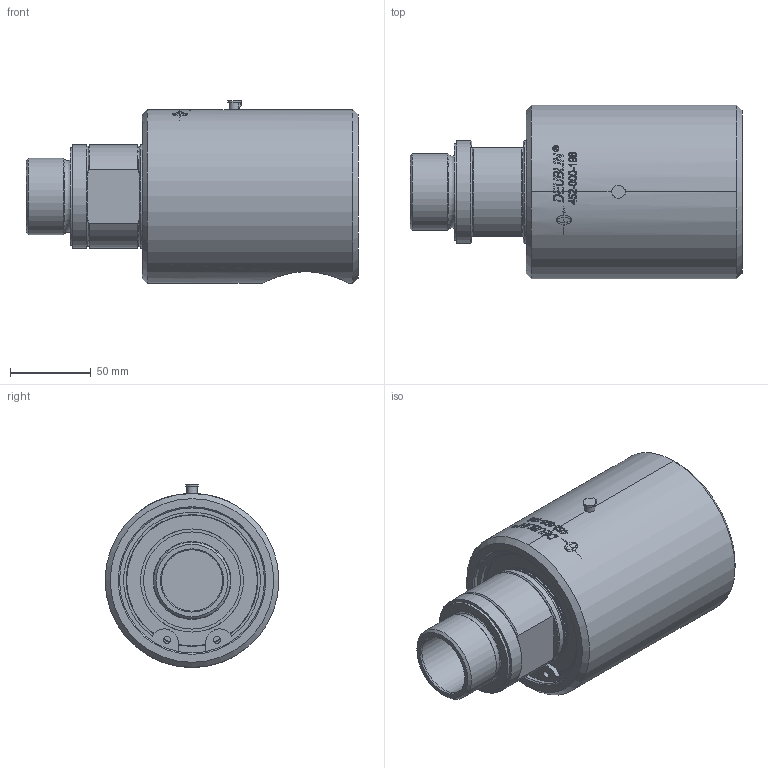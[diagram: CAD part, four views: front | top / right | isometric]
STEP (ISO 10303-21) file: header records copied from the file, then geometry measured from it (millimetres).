
FILE_DESCRIPTION(/* description */ (''),/* implementation_level */ '2;1');
FILE_NAME(/* name */ '452-000-198-IC.stp',/* time_stamp */ '2020-05-18T11:11:32-05:00',/* author */ ('Moorera'),/* organization */ (''),/* preprocessor_version */ 'ST-DEVELOPER v18.1',/* originating_system */ 'Autodesk Inventor 2020',/* authorisation */ '');
FILE_SCHEMA (('AUTOMOTIVE_DESIGN { 1 0 10303 214 3 1 1 }'));
Length unit declared in the file: millimetre
Products named in the file (1): 452-000-198-IC
Bounding box: 206.2 x 108 x 113.57 mm (x, y, z)
Volume: 1245124.1 mm3; surface area: 99937.5 mm2
Topology: 1 solids, 4 shells, 392 faces, 1032 edges, 688 vertices
Faces by surface type: plane 174, bspline 119, cylinder 76, cone 19, torus 4
Full cylindrical faces by diameter (mm): 0.5 x1, 3.12 x2, 4.361 x2, 4.65 x1, 6.35 x1, 38.1 x1, 43.256 x1, 47.803 x1, 48.4 x1, 54 x1, 56.25 x1, 60.3 x1, 63.3 x1, 64 x2, 81.2 x1, 81.7 x1, 90.07 x1, 97.2 x1
Entity records: 16868 total; most frequent: CARTESIAN_POINT 7429, ORIENTED_EDGE 2060, DIRECTION 1689, EDGE_CURVE 1030, VERTEX_POINT 688, AXIS2_PLACEMENT_3D 651, EDGE_LOOP 442, FACE_OUTER_BOUND 392
